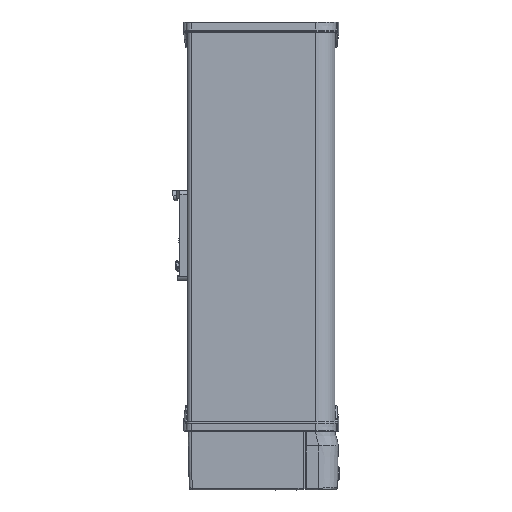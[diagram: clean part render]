
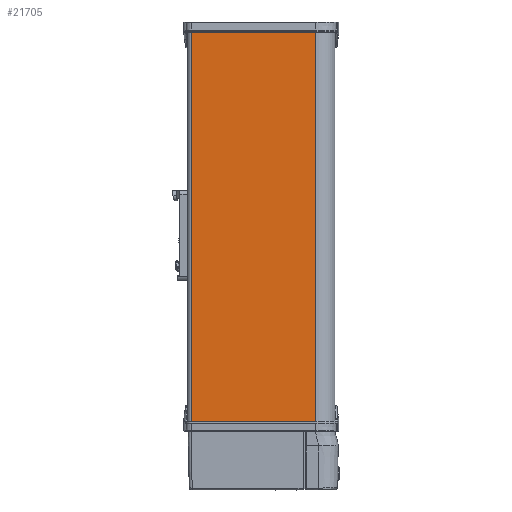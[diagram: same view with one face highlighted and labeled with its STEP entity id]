
A CAD part, left-side view. The second image highlights one B-rep face of the part: STEP entity #21705.
In plain terms, the highlighted face is planar.
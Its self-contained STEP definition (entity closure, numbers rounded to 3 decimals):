
#20465=DIRECTION('',(0.,-1.,0.));
#20466=VECTOR('',#20465,63.);
#20467=CARTESIAN_POINT('',(229.989,35.492,
0.));
#20468=LINE('',#20467,#20466);
#20472=DIRECTION('',(0.,0.,1.));
#20473=VECTOR('',#20472,200.);
#20474=CARTESIAN_POINT('',(229.989,35.492,-200.));
#20475=LINE('',#20474,#20473);
#20479=DIRECTION('',(0.,1.,0.));
#20480=VECTOR('',#20479,63.);
#20481=CARTESIAN_POINT('',(229.989,-27.508,-200.));
#20482=LINE('',#20481,#20480);
#20486=DIRECTION('',(0.,0.,1.));
#20487=VECTOR('',#20486,200.);
#20488=CARTESIAN_POINT('',(229.989,-27.508,-200.));
#20489=LINE('',#20488,#20487);
#21000=CARTESIAN_POINT('',(229.989,-27.508,-200.));
#21001=CARTESIAN_POINT('',(229.989,-27.508,
0.));
#21002=VERTEX_POINT('',#21000);
#21003=VERTEX_POINT('',#21001);
#21004=CARTESIAN_POINT('',(229.989,35.492,-200.));
#21005=CARTESIAN_POINT('',(229.989,35.492,
0.));
#21006=VERTEX_POINT('',#21004);
#21007=VERTEX_POINT('',#21005);
#21692=CARTESIAN_POINT('',(229.989,3.992,-100.));
#21693=DIRECTION('',(-1.,0.,0.));
#21694=DIRECTION('',(0.,1.,0.));
#21695=AXIS2_PLACEMENT_3D('',#21692,#21693,#21694);
#21696=PLANE('',#21695);
#21698=ORIENTED_EDGE('',*,*,#21697,.T.);
#21700=ORIENTED_EDGE('',*,*,#21699,.F.);
#21701=ORIENTED_EDGE('',*,*,#21676,.F.);
#21702=ORIENTED_EDGE('',*,*,#21095,.F.);
#21703=EDGE_LOOP('',(#21698,#21700,#21701,#21702));
#21704=FACE_OUTER_BOUND('',#21703,.F.);
#21095=EDGE_CURVE('',#21002,#21006,#20482,.T.);
#21676=EDGE_CURVE('',#21006,#21007,#20475,.T.);
#21697=EDGE_CURVE('',#21002,#21003,#20489,.T.);
#21699=EDGE_CURVE('',#21007,#21003,#20468,.T.);
#21705=ADVANCED_FACE('',(#21704),#21696,.F.);
